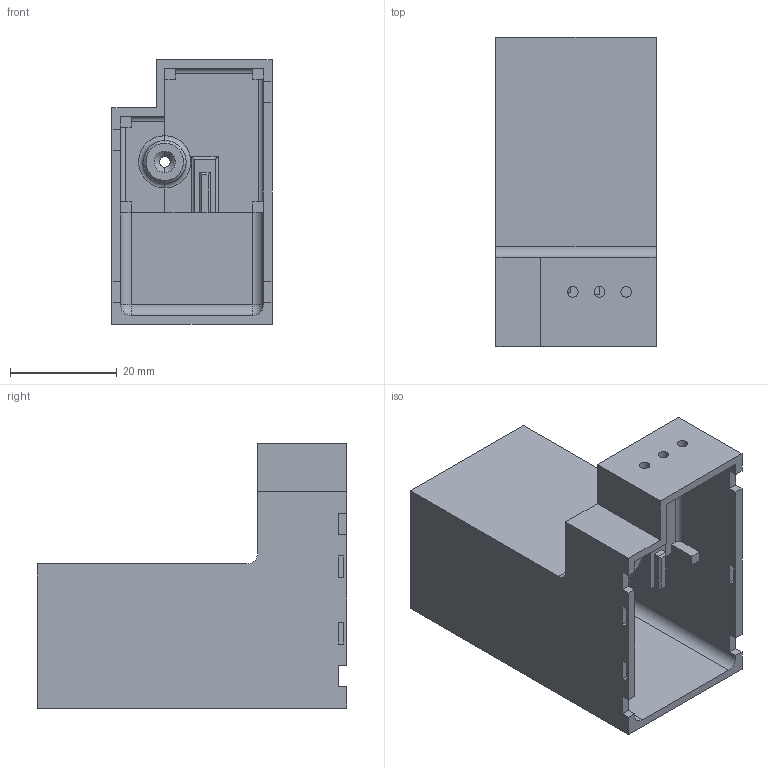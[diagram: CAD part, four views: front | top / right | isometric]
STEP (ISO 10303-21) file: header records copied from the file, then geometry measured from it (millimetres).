
FILE_DESCRIPTION(/* description */ (''),/* implementation_level */ '2;1');
FILE_NAME(/* name */ 'Linky Box-def-3D-v6.step',/* time_stamp */ '2022-12-29T23:59:07+01:00',/* author */ (''),/* organization */ (''),/* preprocessor_version */ 'ST-DEVELOPER v19.2',/* originating_system */ 'Autodesk Translation Framework v11.17.0.187',/* authorisation */ '');
FILE_SCHEMA (('AUTOMOTIVE_DESIGN { 1 0 10303 214 3 1 1 }'));
Length unit declared in the file: millimetre
Products named in the file (1): (Non enregistré)
Bounding box: 30 x 58 x 49.5 mm (x, y, z)
Volume: 14190.8 mm3; surface area: 16797.3 mm2
Topology: 1 solids, 1 shells, 113 faces, 309 edges, 198 vertices
Faces by surface type: plane 76, cylinder 25, sphere 4, torus 4, cone 4
Full cylindrical faces by diameter (mm): 2 x3
Entity records: 3605 total; most frequent: CARTESIAN_POINT 639, ORIENTED_EDGE 618, DIRECTION 594, EDGE_CURVE 309, LINE 248, VECTOR 248, VERTEX_POINT 198, AXIS2_PLACEMENT_3D 173
